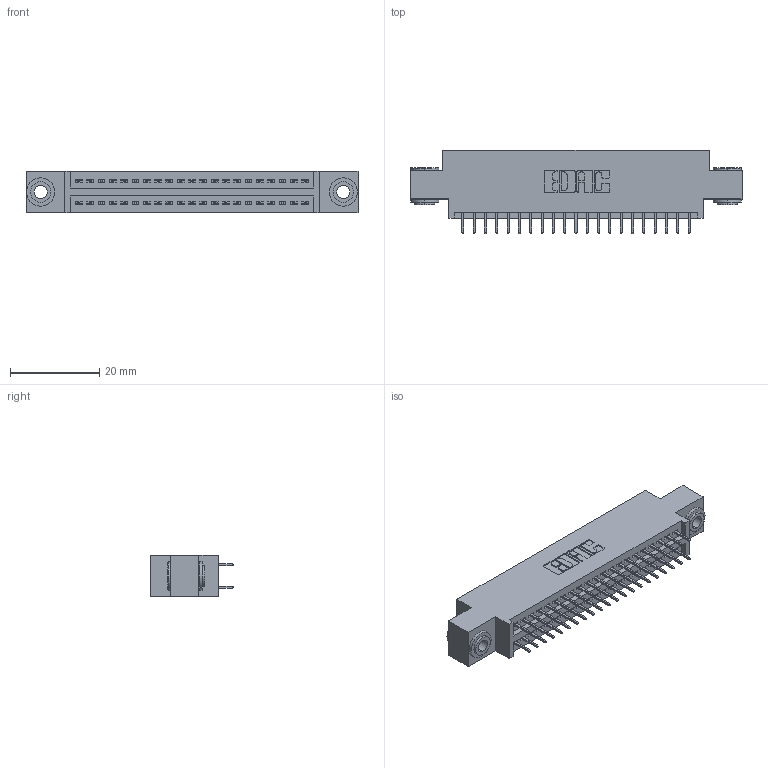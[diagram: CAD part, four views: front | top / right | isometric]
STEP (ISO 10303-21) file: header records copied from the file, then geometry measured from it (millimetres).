
FILE_DESCRIPTION (( 'STEP AP203' ), '1' );
FILE_NAME ('345-042-525-803.STEP', '2020-09-19T21:13:05', ( '' ), ( '' ), 'SwSTEP 2.0', 'SolidWorks 2020', '' );
FILE_SCHEMA (( 'CONFIG_CONTROL_DESIGN' ));
Length unit declared in the file: inch
Products named in the file (4): 345-292-001_345-293-125; 345 Part_0.170 Offset - 0.156 Dia-TH; 345-250-002_345-250-002-102; 345-042-525-803
Assembly tree (45 placements, depth 2):
  345-042-525-803
    345 Part_0.170 Offset - 0.156 Dia-TH
    345-292-001_345-293-125  x42
    345-250-002_345-250-002-102  x2
Bounding box: 74.55 x 18.72 x 9.4 mm (x, y, z)
Volume: 6883.7 mm3; surface area: 9908.6 mm2
Topology: 45 solids, 45 shells, 2436 faces, 6855 edges, 4398 vertices
Faces by surface type: plane 1732, cylinder 696, cone 8
Entity records: 20160 total; most frequent: CARTESIAN_POINT 3375, ORIENTED_EDGE 3302, DIRECTION 3033, EDGE_CURVE 1651, LINE 1415, VECTOR 1415, VERTEX_POINT 1094, AXIS2_PLACEMENT_3D 809
